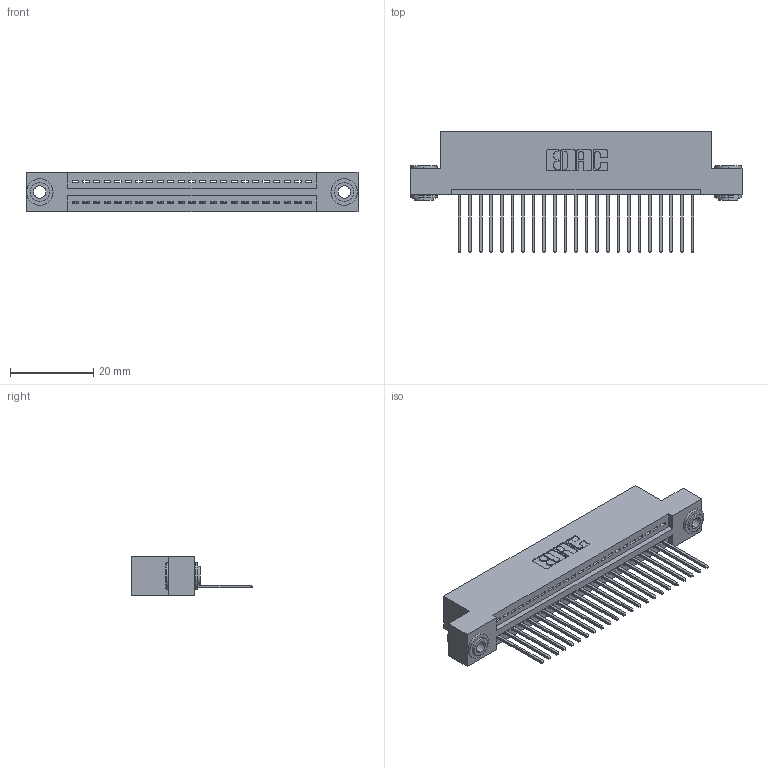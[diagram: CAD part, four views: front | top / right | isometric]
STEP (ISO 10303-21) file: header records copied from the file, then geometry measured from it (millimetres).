
FILE_DESCRIPTION (( 'STEP AP203' ), '1' );
FILE_NAME ('345-023-540-103.STEP', '2018-08-21T02:54:20', ( '' ), ( '' ), 'SwSTEP 2.0', 'SolidWorks 2016', '' );
FILE_SCHEMA (( 'CONFIG_CONTROL_DESIGN' ));
Length unit declared in the file: inch
Products named in the file (4): 345-292-001_345-293-140; 345-250-002_345-250-002-102; 345-023-540-103; 345 Part_Flush Mounting Lugs - 0.156 Dia-TH
Assembly tree (26 placements, depth 2):
  345-023-540-103
    345 Part_Flush Mounting Lugs - 0.156 Dia-TH
    345-292-001_345-293-140  x23
    345-250-002_345-250-002-102  x2
Bounding box: 79.63 x 29.13 x 9.4 mm (x, y, z)
Volume: 7458.1 mm3; surface area: 10091.6 mm2
Topology: 26 solids, 26 shells, 1498 faces, 4465 edges, 2942 vertices
Faces by surface type: plane 1010, cylinder 480, cone 8
Entity records: 20536 total; most frequent: CARTESIAN_POINT 3536, ORIENTED_EDGE 3486, DIRECTION 3147, EDGE_CURVE 1743, VECTOR 1495, LINE 1495, VERTEX_POINT 1158, AXIS2_PLACEMENT_3D 826
